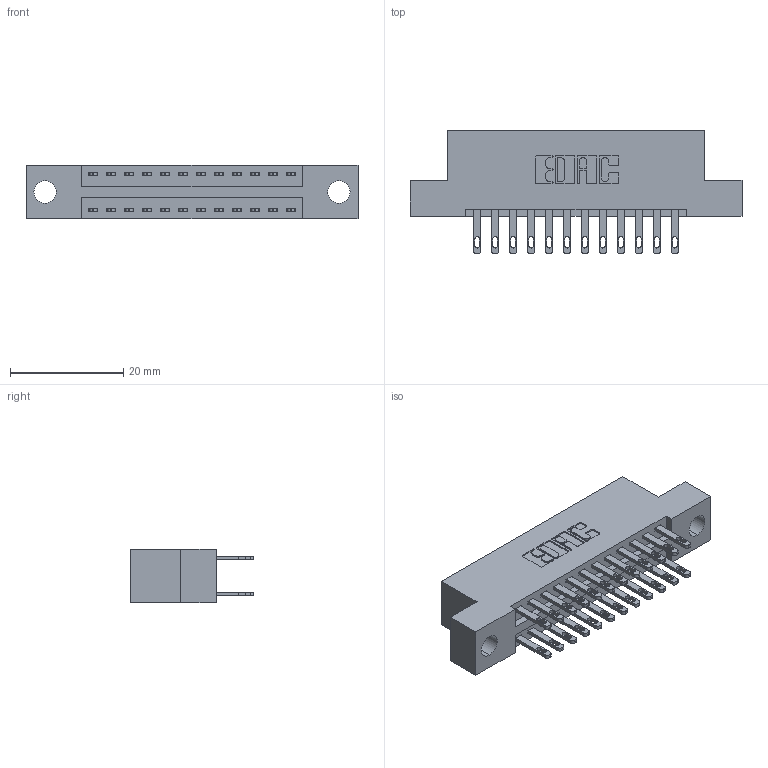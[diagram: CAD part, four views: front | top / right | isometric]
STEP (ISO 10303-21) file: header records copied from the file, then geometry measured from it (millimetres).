
FILE_DESCRIPTION (( 'STEP AP203' ), '1' );
FILE_NAME ('346-024-500-204.STEP', '2022-05-18T22:33:00', ( '' ), ( '' ), 'SwSTEP 2.0', 'SolidWorks 2020', '' );
FILE_SCHEMA (( 'CONFIG_CONTROL_DESIGN' ));
Length unit declared in the file: inch
Products named in the file (3): 345-292-001_345-293-100; 346-024-500-204; 346 Part_Flush Mounting Lugs - 0.156 Dia-TH
Assembly tree (25 placements, depth 2):
  346-024-500-204
    346 Part_Flush Mounting Lugs - 0.156 Dia-TH
    345-292-001_345-293-100  x24
Bounding box: 58.67 x 21.84 x 9.4 mm (x, y, z)
Volume: 5455.8 mm3; surface area: 7127 mm2
Topology: 25 solids, 25 shells, 1288 faces, 3893 edges, 2594 vertices
Faces by surface type: plane 786, cylinder 502
Entity records: 12219 total; most frequent: CARTESIAN_POINT 2058, ORIENTED_EDGE 1990, DIRECTION 1867, EDGE_CURVE 995, LINE 811, VECTOR 811, VERTEX_POINT 662, AXIS2_PLACEMENT_3D 528
